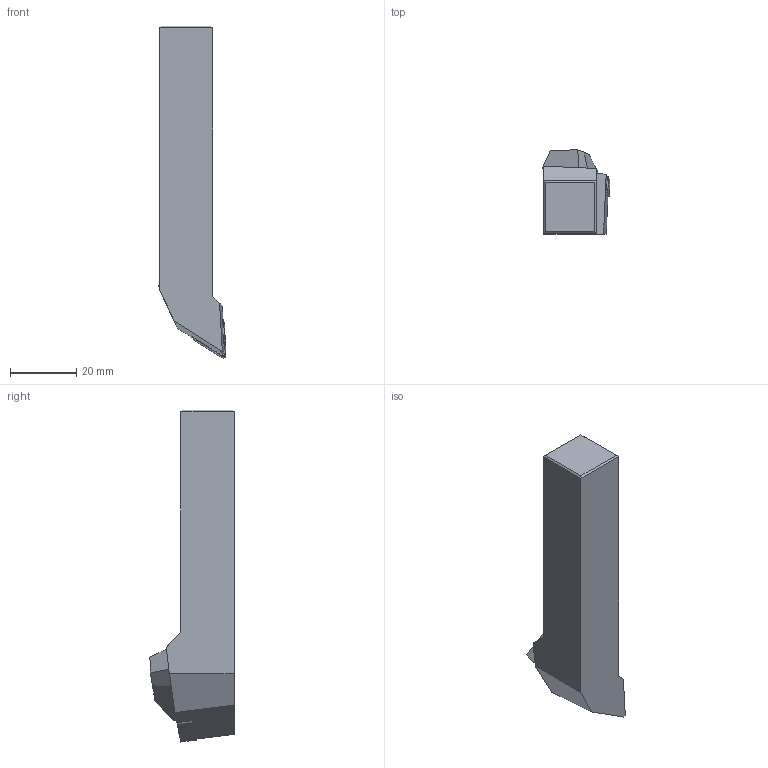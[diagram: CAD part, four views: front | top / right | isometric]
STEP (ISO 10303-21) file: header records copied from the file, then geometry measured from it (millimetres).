
FILE_DESCRIPTION((''),'2;1');
FILE_NAME('70541816_ASM','2018-10-12T11:24:47',('piechottad'),(''),'CREO PARAMETRIC BY PTC INC, 2017380','CREO PARAMETRIC BY PTC INC, 2017380','');
FILE_SCHEMA(('AUTOMOTIVE_DESIGN { 1 0 10303 214 1 1 1 1 }'));
Length unit declared in the file: millimetre
Products named in the file (3): 70541816NC; 70541816C; 70541816_ASM
Assembly tree (2 placements, depth 2):
  70541816_ASM
    70541816NC
    70541816C
Bounding box: 20.43 x 25.36 x 100.01 mm (x, y, z)
Volume: 25755.3 mm3; surface area: 7497.1 mm2
Topology: 2 solids, 2 shells, 46 faces, 125 edges, 84 vertices
Faces by surface type: plane 35, cylinder 6, cone 3, torus 2
Entity records: 3109 total; most frequent: CARTESIAN_POINT 325, DIRECTION 325, ORIENTED_EDGE 228, PRESENTATION_STYLE_ASSIGNMENT 169, STYLED_ITEM 169, CURVE_STYLE 166, PROPERTY_DEFINITION 151, REPRESENTATION 149
